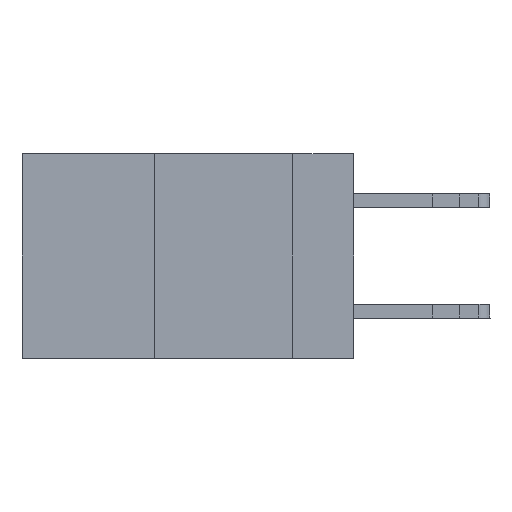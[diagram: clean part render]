
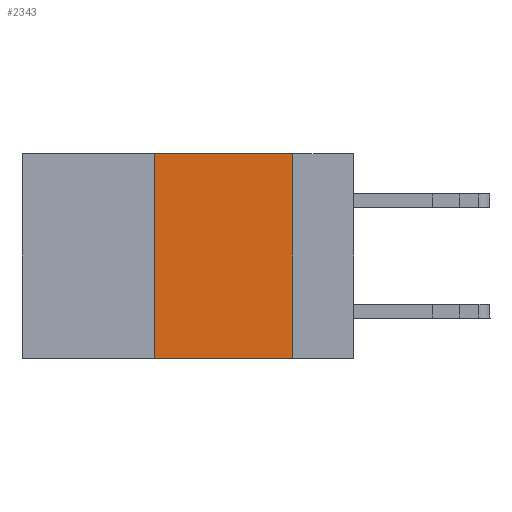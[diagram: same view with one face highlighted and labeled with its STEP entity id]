
A CAD part, left-side view. The second image highlights one B-rep face of the part: STEP entity #2343.
In plain terms, the highlighted planar face has unit normal (-1, 0, 0).
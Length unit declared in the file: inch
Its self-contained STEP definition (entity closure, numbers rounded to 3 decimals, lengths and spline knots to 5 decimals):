
#387 = CARTESIAN_POINT ( 'NONE',  ( 0., 0.6, 0. ) ) ;
#505 = DIRECTION ( 'NONE',  ( 0., -1., 0. ) ) ;
#583 = EDGE_CURVE ( 'NONE', #8105, #14962, #14269, .T. ) ;
#1222 = EDGE_CURVE ( 'NONE', #22812, #14962, #8471, .T. ) ;
#2251 = LINE ( 'NONE', #387, #2535 ) ;
#2343 = ADVANCED_FACE ( 'NONE', ( #20057 ), #18197, .F. ) ;
#2535 = VECTOR ( 'NONE', #505, 39.37008 ) ;
#4219 = VECTOR ( 'NONE', #8071, 39.37008 ) ;
#6127 = LINE ( 'NONE', #13587, #22308 ) ;
#7784 = DIRECTION ( 'NONE',  ( 0., 0., -1. ) ) ;
#8071 = DIRECTION ( 'NONE',  ( 0., 0., -1. ) ) ;
#8105 = VERTEX_POINT ( 'NONE', #14713 ) ;
#8133 = DIRECTION ( 'NONE',  ( 0., 0., 1. ) ) ;
#8471 = LINE ( 'NONE', #13697, #19870 ) ;
#8787 = CARTESIAN_POINT ( 'NONE',  ( 0., 0.6, 0. ) ) ;
#8813 = ORIENTED_EDGE ( 'NONE', *, *, #15192, .F. ) ;
#10551 = CARTESIAN_POINT ( 'NONE',  ( 0., 0.11, 0. ) ) ;
#10811 = EDGE_LOOP ( 'NONE', ( #18374, #23634, #8813, #21236 ) ) ;
#12991 = CARTESIAN_POINT ( 'NONE',  ( 0., 0.11, -0.37 ) ) ;
#13587 = CARTESIAN_POINT ( 'NONE',  ( 0., 0.36, 0. ) ) ;
#13684 = AXIS2_PLACEMENT_3D ( 'NONE', #8787, #23876, #7784 ) ;
#13697 = CARTESIAN_POINT ( 'NONE',  ( 0., 0.6, -0.37 ) ) ;
#14269 = LINE ( 'NONE', #10551, #4219 ) ;
#14377 = VERTEX_POINT ( 'NONE', #15619 ) ;
#14713 = CARTESIAN_POINT ( 'NONE',  ( 0., 0.11, 0. ) ) ;
#14962 = VERTEX_POINT ( 'NONE', #12991 ) ;
#15192 = EDGE_CURVE ( 'NONE', #22812, #14377, #6127, .T. ) ;
#15528 = DIRECTION ( 'NONE',  ( 0., -1., 0. ) ) ;
#15573 = EDGE_CURVE ( 'NONE', #14377, #8105, #2251, .T. ) ;
#15619 = CARTESIAN_POINT ( 'NONE',  ( 0., 0.36, 0. ) ) ;
#18152 = CARTESIAN_POINT ( 'NONE',  ( 0., 0.36, -0.37 ) ) ;
#18197 = PLANE ( 'NONE',  #13684 ) ;
#18374 = ORIENTED_EDGE ( 'NONE', *, *, #583, .F. ) ;
#19870 = VECTOR ( 'NONE', #15528, 39.37008 ) ;
#20057 = FACE_OUTER_BOUND ( 'NONE', #10811, .T. ) ;
#21236 = ORIENTED_EDGE ( 'NONE', *, *, #1222, .T. ) ;
#22308 = VECTOR ( 'NONE', #8133, 39.37008 ) ;
#22812 = VERTEX_POINT ( 'NONE', #18152 ) ;
#23634 = ORIENTED_EDGE ( 'NONE', *, *, #15573, .F. ) ;
#23876 = DIRECTION ( 'NONE',  ( 1., 0., 0. ) ) ;
